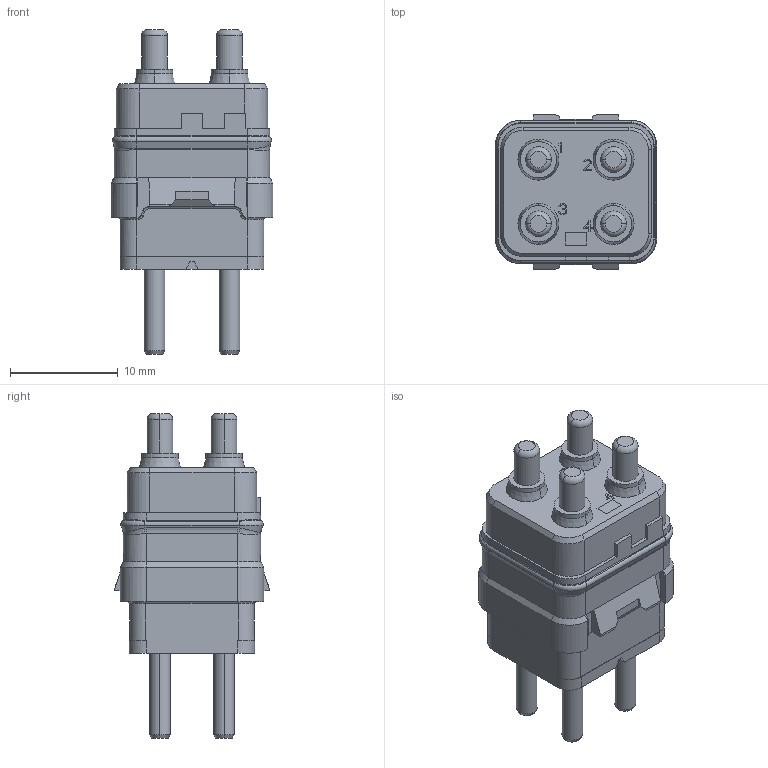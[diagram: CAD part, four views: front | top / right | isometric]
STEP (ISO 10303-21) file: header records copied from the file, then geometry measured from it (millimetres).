
FILE_DESCRIPTION((''),'2;1');
FILE_NAME('SIME0412PCP','2020-03-05T',('presta_be4'),(''),'CREO PARAMETRIC BY PTC INC, 2018360','CREO PARAMETRIC BY PTC INC, 2018360','');
FILE_SCHEMA(('CONFIG_CONTROL_DESIGN'));
Length unit declared in the file: millimetre
Products named in the file (1): SIME0412PCP
Bounding box: 15 x 14.3 x 30.1 mm (x, y, z)
Volume: 3128.2 mm3; surface area: 2072.1 mm2
Topology: 1 solids, 1 shells, 452 faces, 1156 edges, 728 vertices
Faces by surface type: plane 272, cylinder 92, bspline 36, cone 28, torus 24
Entity records: 15362 total; most frequent: CARTESIAN_POINT 4575, ORIENTED_EDGE 2312, DIRECTION 2113, EDGE_CURVE 1156, VECTOR 799, LINE 799, VERTEX_POINT 728, AXIS2_PLACEMENT_3D 657
